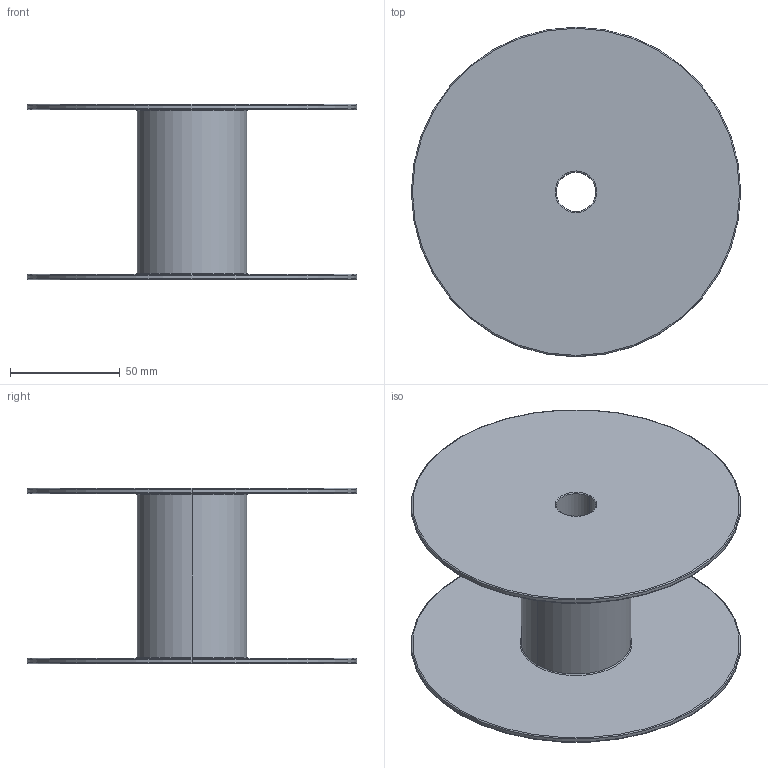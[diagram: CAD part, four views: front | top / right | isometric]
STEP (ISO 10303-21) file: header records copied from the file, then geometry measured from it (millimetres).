
FILE_DESCRIPTION(('HOOPS Exchange Step'),'2;1');
FILE_NAME('export-B2E7DA2F-4C23-425D-B44F-E9BBB9D5D5AE.stp','2025-03-22T15:32:33+01:00',('Engineering'),('Alibre'),'HOOPS Exchange 2024.5','Alibre','Unknown authorisation');
FILE_SCHEMA( ('AP242_MANAGED_MODEL_BASED_3D_ENGINEERING_MIM_LF {1 0 10303 442 1 1 4 }') );
Length unit declared in the file: millimetre
Products named in the file (1): LAPP Wire spool DI=18mm DE=150mm W=80mm
Bounding box: 150 x 150 x 80 mm (x, y, z)
Volume: 215171.7 mm3; surface area: 84414.8 mm2
Topology: 1 solids, 1 shells, 28 faces, 56 edges, 32 vertices
Faces by surface type: torus 16, cylinder 8, plane 4
Entity records: 783 total; most frequent: DIRECTION 164, CARTESIAN_POINT 118, ORIENTED_EDGE 112, AXIS2_PLACEMENT_3D 78, EDGE_CURVE 56, CIRCLE 48, VERTEX_POINT 32, EDGE_LOOP 32
